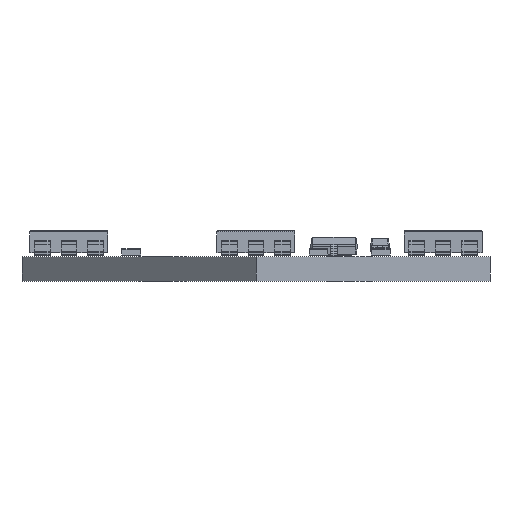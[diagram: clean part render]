
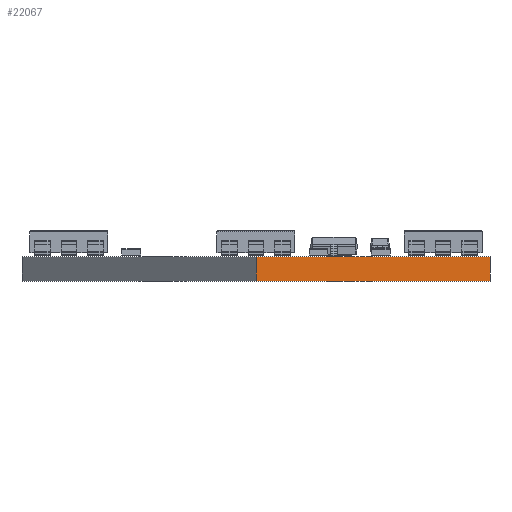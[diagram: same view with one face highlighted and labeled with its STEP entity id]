
A CAD part, front view. The second image highlights one B-rep face of the part: STEP entity #22067.
In plain terms, the highlighted planar face has unit normal (0.707, -0.707, 0).
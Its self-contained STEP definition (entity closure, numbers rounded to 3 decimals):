
#21886 = PLANE('',#21887);
#21887 = AXIS2_PLACEMENT_3D('',#21888,#21889,#21890);
#21888 = CARTESIAN_POINT('',(55.,-55.,0.));
#21889 = DIRECTION('',(1.,0.,-0.));
#21890 = DIRECTION('',(0.,-1.,0.));
#21911 = VERTEX_POINT('',#21912);
#21912 = CARTESIAN_POINT('',(55.,-119.,1.58));
#21926 = PLANE('',#21927);
#21927 = AXIS2_PLACEMENT_3D('',#21928,#21929,#21930);
#21928 = CARTESIAN_POINT('',(40.,-87.,1.58));
#21929 = DIRECTION('',(-0.,-0.,-1.));
#21930 = DIRECTION('',(-1.,0.,0.));
#21938 = EDGE_CURVE('',#21939,#21911,#21941,.T.);
#21939 = VERTEX_POINT('',#21940);
#21940 = CARTESIAN_POINT('',(55.,-119.,0.));
#21941 = SURFACE_CURVE('',#21942,(#21946,#21953),.PCURVE_S1.);
#21942 = LINE('',#21943,#21944);
#21943 = CARTESIAN_POINT('',(55.,-119.,0.));
#21944 = VECTOR('',#21945,1.);
#21945 = DIRECTION('',(0.,0.,1.));
#21946 = PCURVE('',#21886,#21947);
#21947 = DEFINITIONAL_REPRESENTATION('',(#21948),#21952);
#21948 = LINE('',#21949,#21950);
#21949 = CARTESIAN_POINT('',(64.,0.));
#21950 = VECTOR('',#21951,1.);
#21951 = DIRECTION('',(0.,-1.));
#21952 = ( GEOMETRIC_REPRESENTATION_CONTEXT(2) 
PARAMETRIC_REPRESENTATION_CONTEXT() REPRESENTATION_CONTEXT('2D SPACE',''
  ) );
#21953 = PCURVE('',#21954,#21959);
#21954 = PLANE('',#21955);
#21955 = AXIS2_PLACEMENT_3D('',#21956,#21957,#21958);
#21956 = CARTESIAN_POINT('',(55.,-119.,0.));
#21957 = DIRECTION('',(0.707,-0.707,0.));
#21958 = DIRECTION('',(-0.707,-0.707,0.));
#21959 = DEFINITIONAL_REPRESENTATION('',(#21960),#21964);
#21960 = LINE('',#21961,#21962);
#21961 = CARTESIAN_POINT('',(0.,0.));
#21962 = VECTOR('',#21963,1.);
#21963 = DIRECTION('',(0.,-1.));
#21964 = ( GEOMETRIC_REPRESENTATION_CONTEXT(2) 
PARAMETRIC_REPRESENTATION_CONTEXT() REPRESENTATION_CONTEXT('2D SPACE',''
  ) );
#21980 = PLANE('',#21981);
#21981 = AXIS2_PLACEMENT_3D('',#21982,#21983,#21984);
#21982 = CARTESIAN_POINT('',(40.,-87.,0.));
#21983 = DIRECTION('',(-0.,-0.,-1.));
#21984 = DIRECTION('',(-1.,0.,0.));
#22067 = ADVANCED_FACE('',(#22068),#21954,.T.);
#22068 = FACE_BOUND('',#22069,.T.);
#22069 = EDGE_LOOP('',(#22070,#22071,#22094,#22122));
#22070 = ORIENTED_EDGE('',*,*,#21938,.T.);
#22071 = ORIENTED_EDGE('',*,*,#22072,.T.);
#22072 = EDGE_CURVE('',#21911,#22073,#22075,.T.);
#22073 = VERTEX_POINT('',#22074);
#22074 = CARTESIAN_POINT('',(40.,-134.,1.58));
#22075 = SURFACE_CURVE('',#22076,(#22080,#22087),.PCURVE_S1.);
#22076 = LINE('',#22077,#22078);
#22077 = CARTESIAN_POINT('',(55.,-119.,1.58));
#22078 = VECTOR('',#22079,1.);
#22079 = DIRECTION('',(-0.707,-0.707,0.));
#22080 = PCURVE('',#21954,#22081);
#22081 = DEFINITIONAL_REPRESENTATION('',(#22082),#22086);
#22082 = LINE('',#22083,#22084);
#22083 = CARTESIAN_POINT('',(0.,-1.58));
#22084 = VECTOR('',#22085,1.);
#22085 = DIRECTION('',(1.,0.));
#22086 = ( GEOMETRIC_REPRESENTATION_CONTEXT(2) 
PARAMETRIC_REPRESENTATION_CONTEXT() REPRESENTATION_CONTEXT('2D SPACE',''
  ) );
#22087 = PCURVE('',#21926,#22088);
#22088 = DEFINITIONAL_REPRESENTATION('',(#22089),#22093);
#22089 = LINE('',#22090,#22091);
#22090 = CARTESIAN_POINT('',(-15.,-32.));
#22091 = VECTOR('',#22092,1.);
#22092 = DIRECTION('',(0.707,-0.707));
#22093 = ( GEOMETRIC_REPRESENTATION_CONTEXT(2) 
PARAMETRIC_REPRESENTATION_CONTEXT() REPRESENTATION_CONTEXT('2D SPACE',''
  ) );
#22094 = ORIENTED_EDGE('',*,*,#22095,.F.);
#22095 = EDGE_CURVE('',#22096,#22073,#22098,.T.);
#22096 = VERTEX_POINT('',#22097);
#22097 = CARTESIAN_POINT('',(40.,-134.,0.));
#22098 = SURFACE_CURVE('',#22099,(#22103,#22110),.PCURVE_S1.);
#22099 = LINE('',#22100,#22101);
#22100 = CARTESIAN_POINT('',(40.,-134.,0.));
#22101 = VECTOR('',#22102,1.);
#22102 = DIRECTION('',(0.,0.,1.));
#22103 = PCURVE('',#21954,#22104);
#22104 = DEFINITIONAL_REPRESENTATION('',(#22105),#22109);
#22105 = LINE('',#22106,#22107);
#22106 = CARTESIAN_POINT('',(21.213,0.));
#22107 = VECTOR('',#22108,1.);
#22108 = DIRECTION('',(0.,-1.));
#22109 = ( GEOMETRIC_REPRESENTATION_CONTEXT(2) 
PARAMETRIC_REPRESENTATION_CONTEXT() REPRESENTATION_CONTEXT('2D SPACE',''
  ) );
#22110 = PCURVE('',#22111,#22116);
#22111 = PLANE('',#22112);
#22112 = AXIS2_PLACEMENT_3D('',#22113,#22114,#22115);
#22113 = CARTESIAN_POINT('',(40.,-134.,0.));
#22114 = DIRECTION('',(-0.707,-0.707,0.));
#22115 = DIRECTION('',(-0.707,0.707,0.));
#22116 = DEFINITIONAL_REPRESENTATION('',(#22117),#22121);
#22117 = LINE('',#22118,#22119);
#22118 = CARTESIAN_POINT('',(0.,0.));
#22119 = VECTOR('',#22120,1.);
#22120 = DIRECTION('',(0.,-1.));
#22121 = ( GEOMETRIC_REPRESENTATION_CONTEXT(2) 
PARAMETRIC_REPRESENTATION_CONTEXT() REPRESENTATION_CONTEXT('2D SPACE',''
  ) );
#22122 = ORIENTED_EDGE('',*,*,#22123,.F.);
#22123 = EDGE_CURVE('',#21939,#22096,#22124,.T.);
#22124 = SURFACE_CURVE('',#22125,(#22129,#22136),.PCURVE_S1.);
#22125 = LINE('',#22126,#22127);
#22126 = CARTESIAN_POINT('',(55.,-119.,0.));
#22127 = VECTOR('',#22128,1.);
#22128 = DIRECTION('',(-0.707,-0.707,0.));
#22129 = PCURVE('',#21954,#22130);
#22130 = DEFINITIONAL_REPRESENTATION('',(#22131),#22135);
#22131 = LINE('',#22132,#22133);
#22132 = CARTESIAN_POINT('',(0.,0.));
#22133 = VECTOR('',#22134,1.);
#22134 = DIRECTION('',(1.,0.));
#22135 = ( GEOMETRIC_REPRESENTATION_CONTEXT(2) 
PARAMETRIC_REPRESENTATION_CONTEXT() REPRESENTATION_CONTEXT('2D SPACE',''
  ) );
#22136 = PCURVE('',#21980,#22137);
#22137 = DEFINITIONAL_REPRESENTATION('',(#22138),#22142);
#22138 = LINE('',#22139,#22140);
#22139 = CARTESIAN_POINT('',(-15.,-32.));
#22140 = VECTOR('',#22141,1.);
#22141 = DIRECTION('',(0.707,-0.707));
#22142 = ( GEOMETRIC_REPRESENTATION_CONTEXT(2) 
PARAMETRIC_REPRESENTATION_CONTEXT() REPRESENTATION_CONTEXT('2D SPACE',''
  ) );
